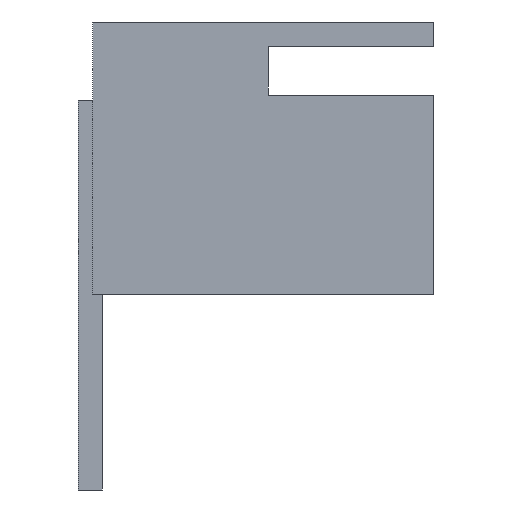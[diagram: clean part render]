
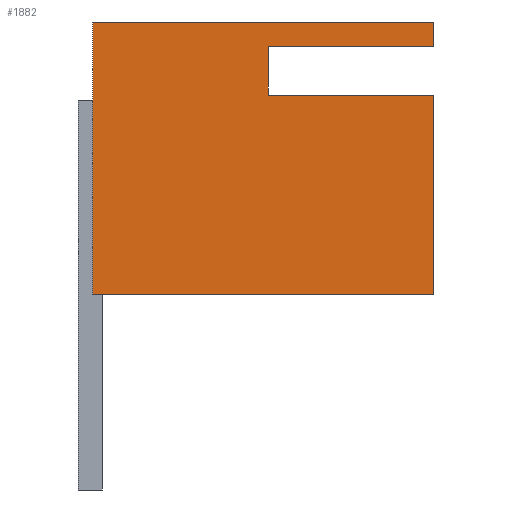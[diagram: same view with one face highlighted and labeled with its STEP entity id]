
A CAD part, left-side view. The second image highlights one B-rep face of the part: STEP entity #1882.
In plain terms, the highlighted planar face has unit normal (-1, 0, 0).
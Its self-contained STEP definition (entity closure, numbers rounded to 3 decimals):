
#22 = VERTEX_POINT('',#23);
#23 = CARTESIAN_POINT('',(-7.5,-0.019,0.));
#32 = PLANE('',#33);
#33 = AXIS2_PLACEMENT_3D('',#34,#35,#36);
#34 = CARTESIAN_POINT('',(-7.5,-0.019,0.));
#35 = DIRECTION('',(0.,1.,0.));
#36 = DIRECTION('',(1.,0.,0.));
#44 = PLANE('',#45);
#45 = AXIS2_PLACEMENT_3D('',#46,#47,#48);
#46 = CARTESIAN_POINT('',(0.,-3.519,0.));
#47 = DIRECTION('',(-0.,-0.,-1.));
#48 = DIRECTION('',(-1.,0.,0.));
#56 = EDGE_CURVE('',#22,#57,#59,.T.);
#57 = VERTEX_POINT('',#58);
#58 = CARTESIAN_POINT('',(-7.5,-0.019,5.6));
#59 = SURFACE_CURVE('',#60,(#64,#71),.PCURVE_S1.);
#60 = LINE('',#61,#62);
#61 = CARTESIAN_POINT('',(-7.5,-0.019,0.));
#62 = VECTOR('',#63,1.);
#63 = DIRECTION('',(0.,0.,1.));
#64 = PCURVE('',#32,#65);
#65 = DEFINITIONAL_REPRESENTATION('',(#66),#70);
#66 = LINE('',#67,#68);
#67 = CARTESIAN_POINT('',(0.,0.));
#68 = VECTOR('',#69,1.);
#69 = DIRECTION('',(0.,-1.));
#70 = ( GEOMETRIC_REPRESENTATION_CONTEXT(2) 
PARAMETRIC_REPRESENTATION_CONTEXT() REPRESENTATION_CONTEXT('2D SPACE',''
  ) );
#71 = PCURVE('',#72,#77);
#72 = PLANE('',#73);
#73 = AXIS2_PLACEMENT_3D('',#74,#75,#76);
#74 = CARTESIAN_POINT('',(-7.5,-7.019,0.));
#75 = DIRECTION('',(-1.,0.,0.));
#76 = DIRECTION('',(0.,1.,0.));
#77 = DEFINITIONAL_REPRESENTATION('',(#78),#82);
#78 = LINE('',#79,#80);
#79 = CARTESIAN_POINT('',(7.,0.));
#80 = VECTOR('',#81,1.);
#81 = DIRECTION('',(0.,-1.));
#82 = ( GEOMETRIC_REPRESENTATION_CONTEXT(2) 
PARAMETRIC_REPRESENTATION_CONTEXT() REPRESENTATION_CONTEXT('2D SPACE',''
  ) );
#100 = PLANE('',#101);
#101 = AXIS2_PLACEMENT_3D('',#102,#103,#104);
#102 = CARTESIAN_POINT('',(0.,-3.519,5.6));
#103 = DIRECTION('',(-0.,-0.,-1.));
#104 = DIRECTION('',(-1.,0.,0.));
#380 = VERTEX_POINT('',#381);
#381 = CARTESIAN_POINT('',(-7.5,-7.019,0.));
#395 = PLANE('',#396);
#396 = AXIS2_PLACEMENT_3D('',#397,#398,#399);
#397 = CARTESIAN_POINT('',(7.5,-7.019,0.));
#398 = DIRECTION('',(0.,-1.,0.));
#399 = DIRECTION('',(-1.,0.,0.));
#407 = EDGE_CURVE('',#380,#22,#408,.T.);
#408 = SURFACE_CURVE('',#409,(#413,#420),.PCURVE_S1.);
#409 = LINE('',#410,#411);
#410 = CARTESIAN_POINT('',(-7.5,-7.019,0.));
#411 = VECTOR('',#412,1.);
#412 = DIRECTION('',(0.,1.,0.));
#413 = PCURVE('',#44,#414);
#414 = DEFINITIONAL_REPRESENTATION('',(#415),#419);
#415 = LINE('',#416,#417);
#416 = CARTESIAN_POINT('',(7.5,-3.5));
#417 = VECTOR('',#418,1.);
#418 = DIRECTION('',(0.,1.));
#419 = ( GEOMETRIC_REPRESENTATION_CONTEXT(2) 
PARAMETRIC_REPRESENTATION_CONTEXT() REPRESENTATION_CONTEXT('2D SPACE',''
  ) );
#420 = PCURVE('',#72,#421);
#421 = DEFINITIONAL_REPRESENTATION('',(#422),#426);
#422 = LINE('',#423,#424);
#423 = CARTESIAN_POINT('',(0.,0.));
#424 = VECTOR('',#425,1.);
#425 = DIRECTION('',(1.,0.));
#426 = ( GEOMETRIC_REPRESENTATION_CONTEXT(2) 
PARAMETRIC_REPRESENTATION_CONTEXT() REPRESENTATION_CONTEXT('2D SPACE',''
  ) );
#1151 = VERTEX_POINT('',#1152);
#1152 = CARTESIAN_POINT('',(-7.5,-7.019,5.6));
#1166 = PLANE('',#1167);
#1167 = AXIS2_PLACEMENT_3D('',#1168,#1169,#1170);
#1168 = CARTESIAN_POINT('',(7.5,-7.019,0.));
#1169 = DIRECTION('',(0.,-1.,0.));
#1170 = DIRECTION('',(-1.,0.,0.));
#1178 = EDGE_CURVE('',#1151,#57,#1179,.T.);
#1179 = SURFACE_CURVE('',#1180,(#1184,#1191),.PCURVE_S1.);
#1180 = LINE('',#1181,#1182);
#1181 = CARTESIAN_POINT('',(-7.5,-7.019,5.6));
#1182 = VECTOR('',#1183,1.);
#1183 = DIRECTION('',(0.,1.,0.));
#1184 = PCURVE('',#100,#1185);
#1185 = DEFINITIONAL_REPRESENTATION('',(#1186),#1190);
#1186 = LINE('',#1187,#1188);
#1187 = CARTESIAN_POINT('',(7.5,-3.5));
#1188 = VECTOR('',#1189,1.);
#1189 = DIRECTION('',(0.,1.));
#1190 = ( GEOMETRIC_REPRESENTATION_CONTEXT(2) 
PARAMETRIC_REPRESENTATION_CONTEXT() REPRESENTATION_CONTEXT('2D SPACE',''
  ) );
#1191 = PCURVE('',#72,#1192);
#1192 = DEFINITIONAL_REPRESENTATION('',(#1193),#1197);
#1193 = LINE('',#1194,#1195);
#1194 = CARTESIAN_POINT('',(0.,-5.6));
#1195 = VECTOR('',#1196,1.);
#1196 = DIRECTION('',(1.,0.));
#1197 = ( GEOMETRIC_REPRESENTATION_CONTEXT(2) 
PARAMETRIC_REPRESENTATION_CONTEXT() REPRESENTATION_CONTEXT('2D SPACE',''
  ) );
#1882 = ADVANCED_FACE('',(#1883),#72,.T.);
#1883 = FACE_BOUND('',#1884,.T.);
#1884 = EDGE_LOOP('',(#1885,#1886,#1909,#1937,#1965,#1993,#2014,#2015));
#1885 = ORIENTED_EDGE('',*,*,#407,.F.);
#1886 = ORIENTED_EDGE('',*,*,#1887,.T.);
#1887 = EDGE_CURVE('',#380,#1888,#1890,.T.);
#1888 = VERTEX_POINT('',#1889);
#1889 = CARTESIAN_POINT('',(-7.5,-7.019,4.1));
#1890 = SURFACE_CURVE('',#1891,(#1895,#1902),.PCURVE_S1.);
#1891 = LINE('',#1892,#1893);
#1892 = CARTESIAN_POINT('',(-7.5,-7.019,0.));
#1893 = VECTOR('',#1894,1.);
#1894 = DIRECTION('',(0.,0.,1.));
#1895 = PCURVE('',#72,#1896);
#1896 = DEFINITIONAL_REPRESENTATION('',(#1897),#1901);
#1897 = LINE('',#1898,#1899);
#1898 = CARTESIAN_POINT('',(0.,0.));
#1899 = VECTOR('',#1900,1.);
#1900 = DIRECTION('',(0.,-1.));
#1901 = ( GEOMETRIC_REPRESENTATION_CONTEXT(2) 
PARAMETRIC_REPRESENTATION_CONTEXT() REPRESENTATION_CONTEXT('2D SPACE',''
  ) );
#1902 = PCURVE('',#395,#1903);
#1903 = DEFINITIONAL_REPRESENTATION('',(#1904),#1908);
#1904 = LINE('',#1905,#1906);
#1905 = CARTESIAN_POINT('',(15.,0.));
#1906 = VECTOR('',#1907,1.);
#1907 = DIRECTION('',(0.,-1.));
#1908 = ( GEOMETRIC_REPRESENTATION_CONTEXT(2) 
PARAMETRIC_REPRESENTATION_CONTEXT() REPRESENTATION_CONTEXT('2D SPACE',''
  ) );
#1909 = ORIENTED_EDGE('',*,*,#1910,.F.);
#1910 = EDGE_CURVE('',#1911,#1888,#1913,.T.);
#1911 = VERTEX_POINT('',#1912);
#1912 = CARTESIAN_POINT('',(-7.5,-3.619,4.1));
#1913 = SURFACE_CURVE('',#1914,(#1918,#1925),.PCURVE_S1.);
#1914 = LINE('',#1915,#1916);
#1915 = CARTESIAN_POINT('',(-7.5,-3.619,4.1));
#1916 = VECTOR('',#1917,1.);
#1917 = DIRECTION('',(0.,-1.,0.));
#1918 = PCURVE('',#72,#1919);
#1919 = DEFINITIONAL_REPRESENTATION('',(#1920),#1924);
#1920 = LINE('',#1921,#1922);
#1921 = CARTESIAN_POINT('',(3.4,-4.1));
#1922 = VECTOR('',#1923,1.);
#1923 = DIRECTION('',(-1.,0.));
#1924 = ( GEOMETRIC_REPRESENTATION_CONTEXT(2) 
PARAMETRIC_REPRESENTATION_CONTEXT() REPRESENTATION_CONTEXT('2D SPACE',''
  ) );
#1925 = PCURVE('',#1926,#1931);
#1926 = PLANE('',#1927);
#1927 = AXIS2_PLACEMENT_3D('',#1928,#1929,#1930);
#1928 = CARTESIAN_POINT('',(-7.5,-3.619,4.1));
#1929 = DIRECTION('',(0.,0.,-1.));
#1930 = DIRECTION('',(0.,-1.,0.));
#1931 = DEFINITIONAL_REPRESENTATION('',(#1932),#1936);
#1932 = LINE('',#1933,#1934);
#1933 = CARTESIAN_POINT('',(0.,-0.));
#1934 = VECTOR('',#1935,1.);
#1935 = DIRECTION('',(1.,0.));
#1936 = ( GEOMETRIC_REPRESENTATION_CONTEXT(2) 
PARAMETRIC_REPRESENTATION_CONTEXT() REPRESENTATION_CONTEXT('2D SPACE',''
  ) );
#1937 = ORIENTED_EDGE('',*,*,#1938,.F.);
#1938 = EDGE_CURVE('',#1939,#1911,#1941,.T.);
#1939 = VERTEX_POINT('',#1940);
#1940 = CARTESIAN_POINT('',(-7.5,-3.619,5.1));
#1941 = SURFACE_CURVE('',#1942,(#1946,#1953),.PCURVE_S1.);
#1942 = LINE('',#1943,#1944);
#1943 = CARTESIAN_POINT('',(-7.5,-3.619,5.1));
#1944 = VECTOR('',#1945,1.);
#1945 = DIRECTION('',(0.,0.,-1.));
#1946 = PCURVE('',#72,#1947);
#1947 = DEFINITIONAL_REPRESENTATION('',(#1948),#1952);
#1948 = LINE('',#1949,#1950);
#1949 = CARTESIAN_POINT('',(3.4,-5.1));
#1950 = VECTOR('',#1951,1.);
#1951 = DIRECTION('',(0.,1.));
#1952 = ( GEOMETRIC_REPRESENTATION_CONTEXT(2) 
PARAMETRIC_REPRESENTATION_CONTEXT() REPRESENTATION_CONTEXT('2D SPACE',''
  ) );
#1953 = PCURVE('',#1954,#1959);
#1954 = PLANE('',#1955);
#1955 = AXIS2_PLACEMENT_3D('',#1956,#1957,#1958);
#1956 = CARTESIAN_POINT('',(-7.5,-3.619,5.1));
#1957 = DIRECTION('',(0.,1.,0.));
#1958 = DIRECTION('',(0.,0.,-1.));
#1959 = DEFINITIONAL_REPRESENTATION('',(#1960),#1964);
#1960 = LINE('',#1961,#1962);
#1961 = CARTESIAN_POINT('',(0.,0.));
#1962 = VECTOR('',#1963,1.);
#1963 = DIRECTION('',(1.,0.));
#1964 = ( GEOMETRIC_REPRESENTATION_CONTEXT(2) 
PARAMETRIC_REPRESENTATION_CONTEXT() REPRESENTATION_CONTEXT('2D SPACE',''
  ) );
#1965 = ORIENTED_EDGE('',*,*,#1966,.F.);
#1966 = EDGE_CURVE('',#1967,#1939,#1969,.T.);
#1967 = VERTEX_POINT('',#1968);
#1968 = CARTESIAN_POINT('',(-7.5,-7.019,5.1));
#1969 = SURFACE_CURVE('',#1970,(#1974,#1981),.PCURVE_S1.);
#1970 = LINE('',#1971,#1972);
#1971 = CARTESIAN_POINT('',(-7.5,-7.019,5.1));
#1972 = VECTOR('',#1973,1.);
#1973 = DIRECTION('',(0.,1.,0.));
#1974 = PCURVE('',#72,#1975);
#1975 = DEFINITIONAL_REPRESENTATION('',(#1976),#1980);
#1976 = LINE('',#1977,#1978);
#1977 = CARTESIAN_POINT('',(0.,-5.1));
#1978 = VECTOR('',#1979,1.);
#1979 = DIRECTION('',(1.,0.));
#1980 = ( GEOMETRIC_REPRESENTATION_CONTEXT(2) 
PARAMETRIC_REPRESENTATION_CONTEXT() REPRESENTATION_CONTEXT('2D SPACE',''
  ) );
#1981 = PCURVE('',#1982,#1987);
#1982 = PLANE('',#1983);
#1983 = AXIS2_PLACEMENT_3D('',#1984,#1985,#1986);
#1984 = CARTESIAN_POINT('',(-7.5,-7.019,5.1));
#1985 = DIRECTION('',(0.,0.,1.));
#1986 = DIRECTION('',(0.,1.,0.));
#1987 = DEFINITIONAL_REPRESENTATION('',(#1988),#1992);
#1988 = LINE('',#1989,#1990);
#1989 = CARTESIAN_POINT('',(0.,0.));
#1990 = VECTOR('',#1991,1.);
#1991 = DIRECTION('',(1.,0.));
#1992 = ( GEOMETRIC_REPRESENTATION_CONTEXT(2) 
PARAMETRIC_REPRESENTATION_CONTEXT() REPRESENTATION_CONTEXT('2D SPACE',''
  ) );
#1993 = ORIENTED_EDGE('',*,*,#1994,.T.);
#1994 = EDGE_CURVE('',#1967,#1151,#1995,.T.);
#1995 = SURFACE_CURVE('',#1996,(#2000,#2007),.PCURVE_S1.);
#1996 = LINE('',#1997,#1998);
#1997 = CARTESIAN_POINT('',(-7.5,-7.019,0.));
#1998 = VECTOR('',#1999,1.);
#1999 = DIRECTION('',(0.,0.,1.));
#2000 = PCURVE('',#72,#2001);
#2001 = DEFINITIONAL_REPRESENTATION('',(#2002),#2006);
#2002 = LINE('',#2003,#2004);
#2003 = CARTESIAN_POINT('',(0.,0.));
#2004 = VECTOR('',#2005,1.);
#2005 = DIRECTION('',(0.,-1.));
#2006 = ( GEOMETRIC_REPRESENTATION_CONTEXT(2) 
PARAMETRIC_REPRESENTATION_CONTEXT() REPRESENTATION_CONTEXT('2D SPACE',''
  ) );
#2007 = PCURVE('',#1166,#2008);
#2008 = DEFINITIONAL_REPRESENTATION('',(#2009),#2013);
#2009 = LINE('',#2010,#2011);
#2010 = CARTESIAN_POINT('',(15.,0.));
#2011 = VECTOR('',#2012,1.);
#2012 = DIRECTION('',(0.,-1.));
#2013 = ( GEOMETRIC_REPRESENTATION_CONTEXT(2) 
PARAMETRIC_REPRESENTATION_CONTEXT() REPRESENTATION_CONTEXT('2D SPACE',''
  ) );
#2014 = ORIENTED_EDGE('',*,*,#1178,.T.);
#2015 = ORIENTED_EDGE('',*,*,#56,.F.);
